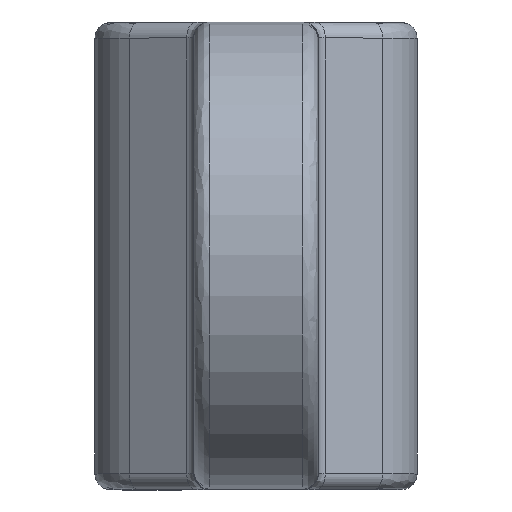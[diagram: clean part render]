
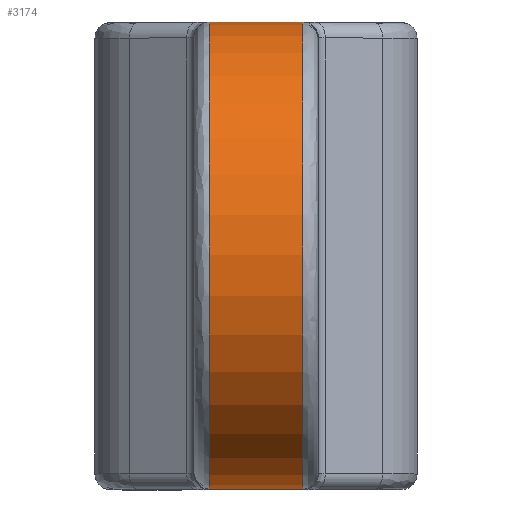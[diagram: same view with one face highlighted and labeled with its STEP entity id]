
A CAD part, top view. The second image highlights one B-rep face of the part: STEP entity #3174.
In plain terms, the highlighted cylindrical face has radius 15 mm (diameter 30 mm), a partial arc.
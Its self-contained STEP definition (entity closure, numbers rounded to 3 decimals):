
#171 = DIRECTION ( 'NONE',  ( 0., 0., -1. ) ) ;
#205 = CIRCLE ( 'NONE', #3462, 15. ) ;
#240 = ORIENTED_EDGE ( 'NONE', *, *, #3129, .T. ) ;
#523 = CARTESIAN_POINT ( 'NONE',  ( 0., 0., 25. ) ) ;
#881 = DIRECTION ( 'NONE',  ( -1., 0., 0. ) ) ;
#1086 = VECTOR ( 'NONE', #4417, 1000. ) ;
#1373 = ORIENTED_EDGE ( 'NONE', *, *, #3259, .F. ) ;
#1544 = CARTESIAN_POINT ( 'NONE',  ( -3., 0., 25. ) ) ;
#1733 = CARTESIAN_POINT ( 'NONE',  ( 3., 0., 25. ) ) ;
#1995 = AXIS2_PLACEMENT_3D ( 'NONE', #2797, #4718, #3198 ) ;
#2071 = CARTESIAN_POINT ( 'NONE',  ( -3., 15., 25. ) ) ;
#2114 = CYLINDRICAL_SURFACE ( 'NONE', #3466, 15. ) ;
#2181 = ORIENTED_EDGE ( 'NONE', *, *, #2799, .F. ) ;
#2475 = VECTOR ( 'NONE', #3925, 1000. ) ;
#2479 = VERTEX_POINT ( 'NONE', #1733 ) ;
#2715 = CIRCLE ( 'NONE', #1995, 15. ) ;
#2797 = CARTESIAN_POINT ( 'NONE',  ( 3., 15., 25. ) ) ;
#2799 = EDGE_CURVE ( 'NONE', #4785, #5000, #205, .T. ) ;
#2902 = FACE_OUTER_BOUND ( 'NONE', #3605, .T. ) ;
#3068 = EDGE_CURVE ( 'NONE', #4067, #2479, #2715, .T. ) ;
#3129 = EDGE_CURVE ( 'NONE', #4785, #2479, #4328, .T. ) ;
#3174 = ADVANCED_FACE ( 'NONE', ( #2902 ), #2114, .T. ) ;
#3191 = CARTESIAN_POINT ( 'NONE',  ( -3., 15., 25. ) ) ;
#3198 = DIRECTION ( 'NONE',  ( 0., 1., 0. ) ) ;
#3259 = EDGE_CURVE ( 'NONE', #5000, #4067, #3322, .T. ) ;
#3318 = CARTESIAN_POINT ( 'NONE',  ( 3., 30., 25. ) ) ;
#3322 = LINE ( 'NONE', #4851, #2475 ) ;
#3462 = AXIS2_PLACEMENT_3D ( 'NONE', #2071, #881, #4692 ) ;
#3466 = AXIS2_PLACEMENT_3D ( 'NONE', #3191, #3662, #171 ) ;
#3605 = EDGE_LOOP ( 'NONE', ( #2181, #240, #3825, #1373 ) ) ;
#3662 = DIRECTION ( 'NONE',  ( 1., 0., 0. ) ) ;
#3825 = ORIENTED_EDGE ( 'NONE', *, *, #3068, .F. ) ;
#3888 = CARTESIAN_POINT ( 'NONE',  ( -3., 30., 25. ) ) ;
#3925 = DIRECTION ( 'NONE',  ( 1., 0., 0. ) ) ;
#4067 = VERTEX_POINT ( 'NONE', #3318 ) ;
#4328 = LINE ( 'NONE', #523, #1086 ) ;
#4417 = DIRECTION ( 'NONE',  ( 1., 0., 0. ) ) ;
#4692 = DIRECTION ( 'NONE',  ( 0., 1., 0. ) ) ;
#4718 = DIRECTION ( 'NONE',  ( 1., 0., 0. ) ) ;
#4785 = VERTEX_POINT ( 'NONE', #1544 ) ;
#4851 = CARTESIAN_POINT ( 'NONE',  ( 0., 30., 25. ) ) ;
#5000 = VERTEX_POINT ( 'NONE', #3888 ) ;
